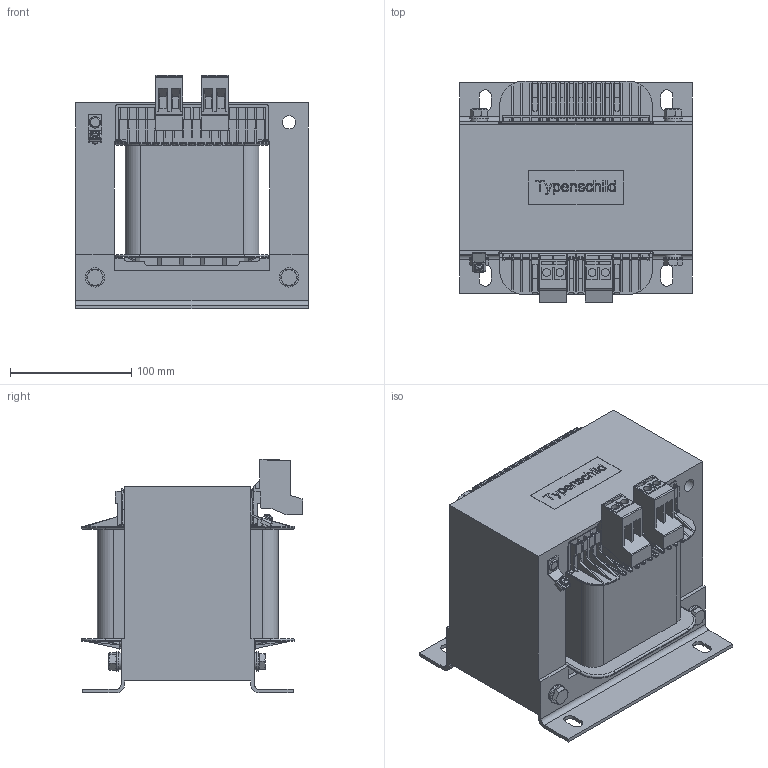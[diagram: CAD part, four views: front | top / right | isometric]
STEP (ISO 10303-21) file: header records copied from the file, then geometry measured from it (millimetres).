
FILE_DESCRIPTION(/* description */ (''),/* implementation_level */ '2;1');
FILE_NAME(/* name */ 'STENE2.5_Pri_100-120V.stp',/* time_stamp */ '2020-05-07T15:26:38+02:00',/* author */ ('TrapT'),/* organization */ (''),/* preprocessor_version */ 'ST-DEVELOPER v17.2',/* originating_system */ 'Autodesk Inventor 2019',/* authorisation */ '');
FILE_SCHEMA (('AUTOMOTIVE_DESIGN { 1 0 10303 214 3 1 1 }'));
Length unit declared in the file: millimetre
Products named in the file (1): Bauteil2
Bounding box: 192 x 183.05 x 193 mm (x, y, z)
Volume: 3623013.9 mm3; surface area: 383437.9 mm2
Topology: 1 solids, 5 shells, 1596 faces, 4509 edges, 2895 vertices
Faces by surface type: plane 1063, cylinder 312, bspline 111, torus 74, cone 31, sphere 5
Full cylindrical faces by diameter (mm): 4 x1, 4.8 x1, 5 x1, 6.5 x4, 6.647 x2, 8 x2, 8.1 x4, 8.4 x4, 9.5 x1, 9.8 x4, 11 x4, 11.63 x2, 14 x4, 16 x4
Entity records: 54753 total; most frequent: CARTESIAN_POINT 11960, ORIENTED_EDGE 9016, DIRECTION 8171, EDGE_CURVE 4508, LINE 3305, VECTOR 3305, VERTEX_POINT 2895, AXIS2_PLACEMENT_3D 2433
